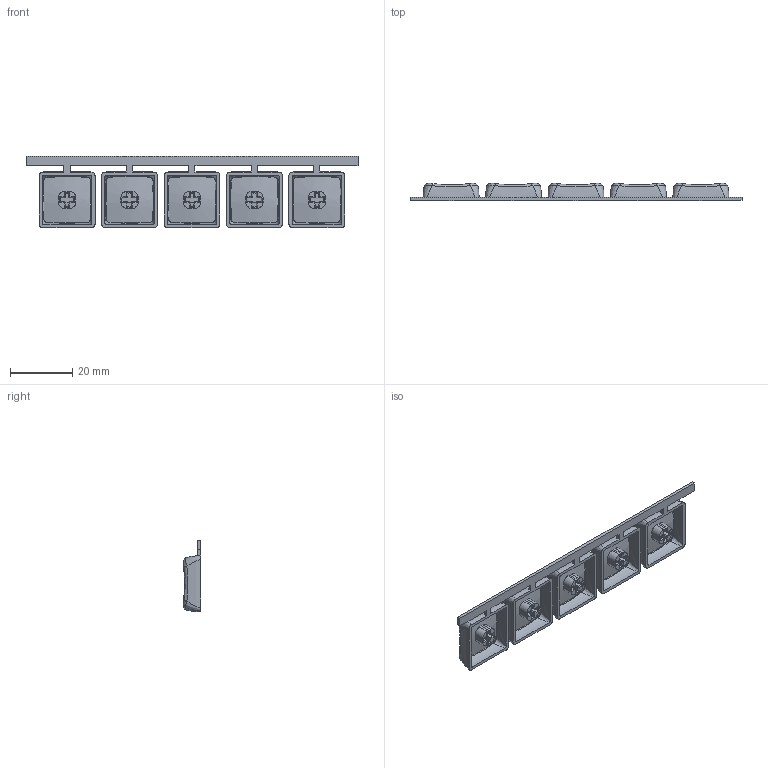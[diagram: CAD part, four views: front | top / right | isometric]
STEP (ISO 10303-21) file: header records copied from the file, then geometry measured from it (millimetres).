
FILE_DESCRIPTION(/* description */ (''),/* implementation_level */ '2;1');
FILE_NAME(/* name */ 'MX-1u-sprue.step',/* time_stamp */ '2022-10-28T22:54:47+03:00',/* author */ (''),/* organization */ (''),/* preprocessor_version */ 'ST-DEVELOPER v19.2',/* originating_system */ 'Autodesk Translation Framework v11.17.0.187',/* authorisation */ '');
FILE_SCHEMA (('AUTOMOTIVE_DESIGN { 1 0 10303 214 3 1 1 }'));
Length unit declared in the file: millimetre
Products named in the file (1): MX-1u-sprue
Bounding box: 106.36 x 5.48 x 22.88 mm (x, y, z)
Volume: 3603.6 mm3; surface area: 7277.3 mm2
Topology: 1 solids, 1 shells, 421 faces, 1052 edges, 648 vertices
Faces by surface type: bspline 145, cylinder 140, plane 116, sphere 20
Entity records: 19604 total; most frequent: CARTESIAN_POINT 10602, ORIENTED_EDGE 2104, DIRECTION 1486, EDGE_CURVE 1052, VERTEX_POINT 648, AXIS2_PLACEMENT_3D 552, EDGE_LOOP 436, FACE_OUTER_BOUND 421
